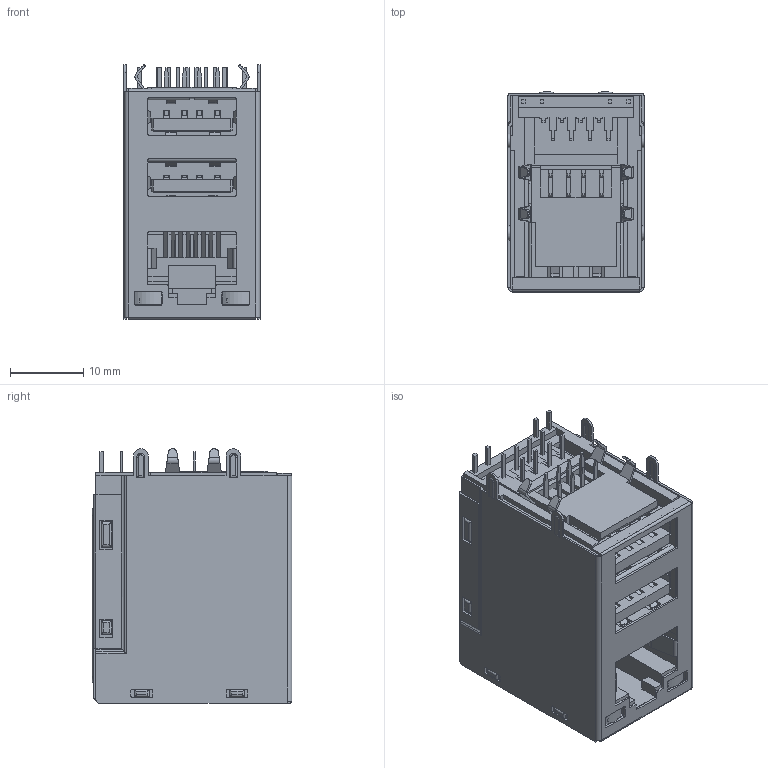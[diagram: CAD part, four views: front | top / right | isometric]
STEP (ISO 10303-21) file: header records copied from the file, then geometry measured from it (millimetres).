
FILE_DESCRIPTION(/* description */ ('Unknown'),/* implementation_level */ '2;1');
FILE_NAME(/* name */ '615016338621',/* time_stamp */ '2018-09-04T10:10:20+02:00',/* author */ ('Unknown'),/* organization */ ('Unknown'),/* preprocessor_version */ 'ST-DEVELOPER v16.7',/* originating_system */ 'DEX',/* authorisation */ $);
FILE_SCHEMA (('AUTOMOTIVE_DESIGN {1 0 10303 214 3 1 1}'));
Products named in the file (26): 615016338621; 615016338621_Shielding1_oa_0; 615016338621_Shielding2; 615016338621_Housing1; 615016338621_Housing2; 615016338621_Pin LV; 615016338621_Pin2; 615016338621_Pin1; 615016338621_vert; 615016338621_Housing3; 615016338621_Asm_Usb; 615016338621_Shielding3; 615016338621_Housing4; 615016338621_Shielding4; 615016338621_PinUSBp; 615016338621_PinUSBg; 615016338621_Pin LJ; 615016338621_jaune; 615016338621_Pin3; 615016338621_Pin5; 615016338621_Pin7; 615016338621_Pin8; 615016338621_Pin6; 615016338621_Pin4
Assembly tree (33 placements, depth 3):
  615016338621
    615016338621_Shielding1_oa_0
    615016338621_Shielding2
    615016338621_Housing1
    615016338621_Housing2
    615016338621_Pin LV
      615016338621_Pin2
      615016338621_Pin1
      615016338621_vert
    615016338621_Housing3
    615016338621_Asm_Usb
      615016338621_Shielding3
      615016338621_Housing4
      615016338621_Shielding4
      615016338621_PinUSBp  x4
      615016338621_PinUSBg  x4
    615016338621_Pin LJ
      615016338621_Pin2
      615016338621_Pin1
      615016338621_jaune
    615016338621_Pin1
    615016338621_Pin3
    615016338621_Pin5
    615016338621_Pin7
    615016338621_Pin8
    615016338621_Pin6
    615016338621_Pin4
    615016338621_Pin2
Bounding box: 18.8 x 27.3 x 34.81 mm (x, y, z)
Volume: 8159.4 mm3; surface area: 22431 mm2
Topology: 30 solids, 30 shells, 2221 faces, 6120 edges, 3968 vertices
Faces by surface type: plane 1607, cylinder 558, torus 40, bspline 16
Entity records: 65846 total; most frequent: CARTESIAN_POINT 11769, ORIENTED_EDGE 11346, DIRECTION 10811, EDGE_CURVE 5673, LINE 4667, VECTOR 4667, VERTEX_POINT 3678, AXIS2_PLACEMENT_3D 3072
